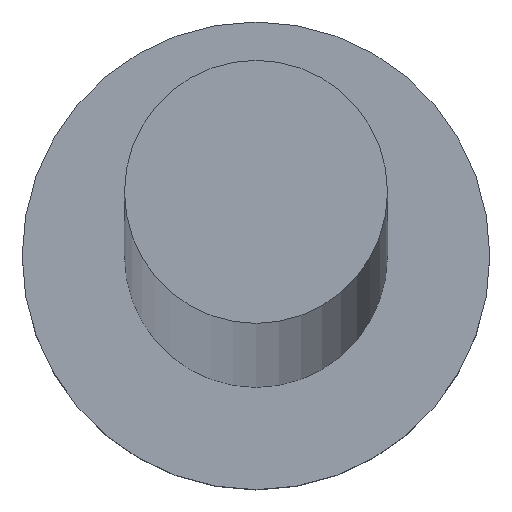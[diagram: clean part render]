
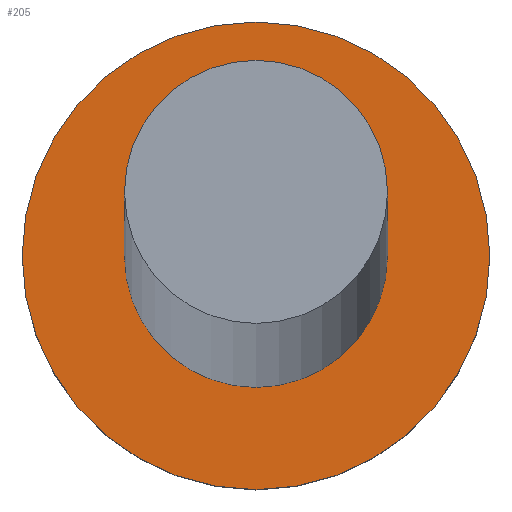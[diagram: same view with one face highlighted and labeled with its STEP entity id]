
A CAD part, top view. The second image highlights one B-rep face of the part: STEP entity #205.
In plain terms, the highlighted planar face has unit normal (0, 0, 1).
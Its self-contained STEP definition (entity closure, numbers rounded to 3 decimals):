
#11 = AXIS2_PLACEMENT_3D ( 'NONE', #230, #232, #236 ) ;
#20 = CIRCLE ( 'NONE', #83, 2.25 ) ;
#21 = AXIS2_PLACEMENT_3D ( 'NONE', #82, #123, #160 ) ;
#22 = EDGE_CURVE ( 'NONE', #99, #128, #20, .T. ) ;
#35 = EDGE_CURVE ( 'NONE', #216, #54, #244, .T. ) ;
#36 = ORIENTED_EDGE ( 'NONE', *, *, #35, .T. ) ;
#37 = DIRECTION ( 'NONE',  ( 0., 0., 1. ) ) ;
#47 = ORIENTED_EDGE ( 'NONE', *, *, #22, .F. ) ;
#54 = VERTEX_POINT ( 'NONE', #98 ) ;
#58 = ORIENTED_EDGE ( 'NONE', *, *, #195, .T. ) ;
#61 = CARTESIAN_POINT ( 'NONE',  ( 0., 0., 3. ) ) ;
#68 = EDGE_CURVE ( 'NONE', #128, #99, #146, .T. ) ;
#82 = CARTESIAN_POINT ( 'NONE',  ( 0., 0., 3. ) ) ;
#83 = AXIS2_PLACEMENT_3D ( 'NONE', #131, #189, #174 ) ;
#84 = FACE_BOUND ( 'NONE', #154, .T. ) ;
#93 = CIRCLE ( 'NONE', #125, 4. ) ;
#98 = CARTESIAN_POINT ( 'NONE',  ( 4., 0., 3. ) ) ;
#99 = VERTEX_POINT ( 'NONE', #221 ) ;
#102 = CARTESIAN_POINT ( 'NONE',  ( 2.25, 0., 3. ) ) ;
#105 = DIRECTION ( 'NONE',  ( 1., 0., 0. ) ) ;
#112 = CARTESIAN_POINT ( 'NONE',  ( 0., 0., 3. ) ) ;
#123 = DIRECTION ( 'NONE',  ( 0., 0., 1. ) ) ;
#125 = AXIS2_PLACEMENT_3D ( 'NONE', #61, #226, #179 ) ;
#128 = VERTEX_POINT ( 'NONE', #102 ) ;
#131 = CARTESIAN_POINT ( 'NONE',  ( 0., 0., 3. ) ) ;
#146 = CIRCLE ( 'NONE', #234, 2.25 ) ;
#154 = EDGE_LOOP ( 'NONE', ( #47, #238 ) ) ;
#160 = DIRECTION ( 'NONE',  ( 1., 0., 0. ) ) ;
#174 = DIRECTION ( 'NONE',  ( 1., 0., 0. ) ) ;
#179 = DIRECTION ( 'NONE',  ( 1., 0., 0. ) ) ;
#189 = DIRECTION ( 'NONE',  ( 0., 0., 1. ) ) ;
#195 = EDGE_CURVE ( 'NONE', #54, #216, #93, .T. ) ;
#205 = ADVANCED_FACE ( 'NONE', ( #84, #222 ), #224, .T. ) ;
#216 = VERTEX_POINT ( 'NONE', #240 ) ;
#221 = CARTESIAN_POINT ( 'NONE',  ( -2.25, 0., 3. ) ) ;
#222 = FACE_OUTER_BOUND ( 'NONE', #253, .T. ) ;
#224 = PLANE ( 'NONE',  #21 ) ;
#226 = DIRECTION ( 'NONE',  ( 0., 0., 1. ) ) ;
#230 = CARTESIAN_POINT ( 'NONE',  ( 0., 0., 3. ) ) ;
#232 = DIRECTION ( 'NONE',  ( 0., 0., 1. ) ) ;
#234 = AXIS2_PLACEMENT_3D ( 'NONE', #112, #37, #105 ) ;
#236 = DIRECTION ( 'NONE',  ( 1., 0., 0. ) ) ;
#238 = ORIENTED_EDGE ( 'NONE', *, *, #68, .F. ) ;
#240 = CARTESIAN_POINT ( 'NONE',  ( -4., 0., 3. ) ) ;
#244 = CIRCLE ( 'NONE', #11, 4. ) ;
#253 = EDGE_LOOP ( 'NONE', ( #36, #58 ) ) ;
